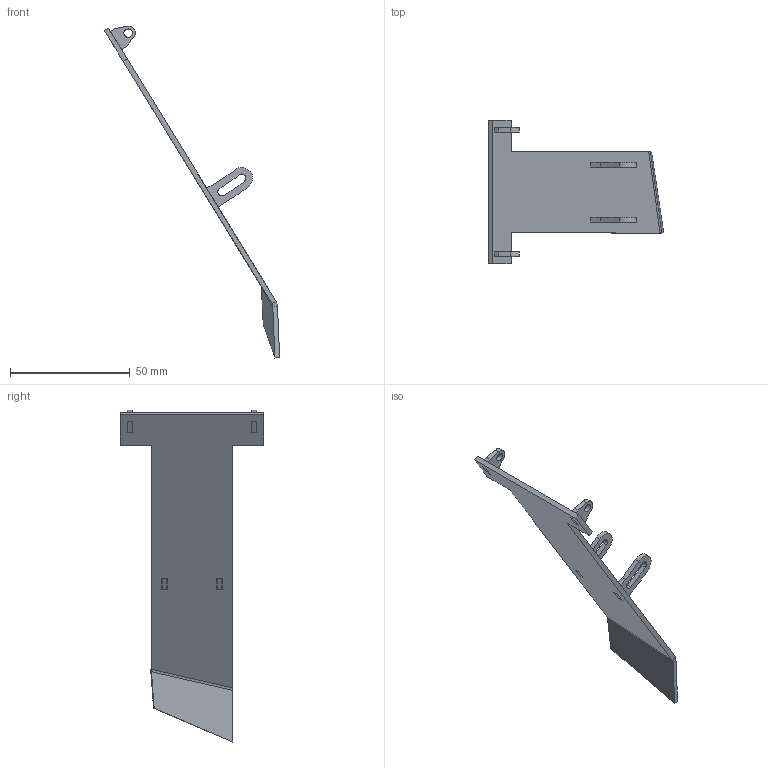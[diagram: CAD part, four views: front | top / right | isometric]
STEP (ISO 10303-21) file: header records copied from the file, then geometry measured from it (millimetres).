
FILE_DESCRIPTION(/* description */ (''),/* implementation_level */ '2;1');
FILE_NAME(/* name */ 'freierfall_Beispiel_05102021.stp',/* time_stamp */ '2021-10-05T11:48:57+02:00',/* author */ ('SFl'),/* organization */ (''),/* preprocessor_version */ 'ST-DEVELOPER v18.1',/* originating_system */ 'Autodesk Inventor 2022',/* authorisation */ '');
FILE_SCHEMA (('AUTOMOTIVE_DESIGN { 1 0 10303 214 3 1 1 }'));
Length unit declared in the file: millimetre
Products named in the file (6): A081_WAE_MA; Volumenkörper1; Volumenkörper2; Volumenkörper3; Volumenkörper4; Volumenkörper5
Assembly tree (5 placements, depth 2):
  A081_WAE_MA
    Volumenkörper1
    Volumenkörper2
    Volumenkörper3
    Volumenkörper4
    Volumenkörper5
Bounding box: 73.27 x 60 x 138.75 mm (x, y, z)
Volume: 11601.5 mm3; surface area: 13095.7 mm2
Topology: 5 solids, 5 shells, 92 faces, 242 edges, 160 vertices
Faces by surface type: plane 70, cylinder 20, bspline 2
Full cylindrical faces by diameter (mm): 3.5 x2
Entity records: 3102 total; most frequent: CARTESIAN_POINT 553, ORIENTED_EDGE 484, DIRECTION 474, EDGE_CURVE 242, LINE 200, VECTOR 200, VERTEX_POINT 160, AXIS2_PLACEMENT_3D 137
